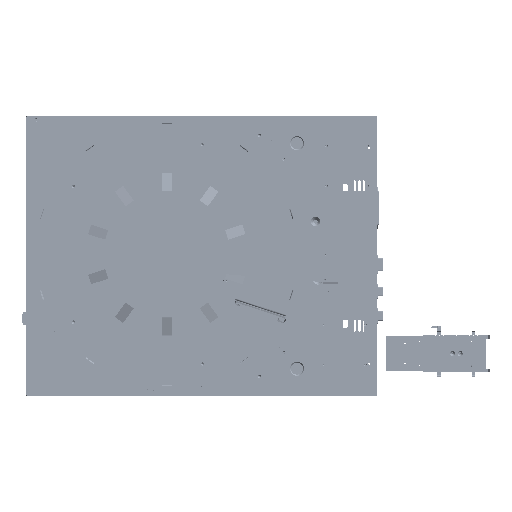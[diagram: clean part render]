
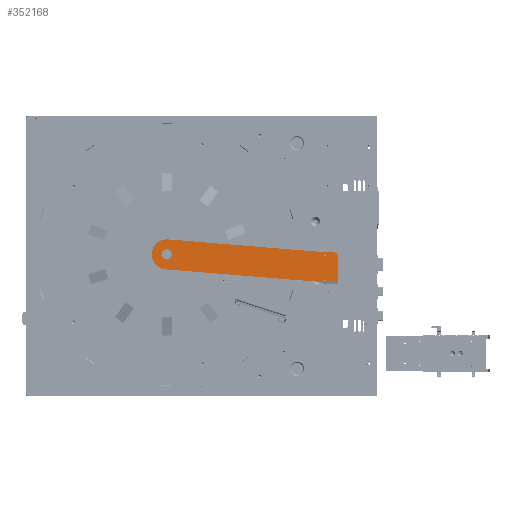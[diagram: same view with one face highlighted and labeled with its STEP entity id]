
A CAD part, top view. The second image highlights one B-rep face of the part: STEP entity #352168.
In plain terms, the highlighted planar face has unit normal (0, 0, 1).
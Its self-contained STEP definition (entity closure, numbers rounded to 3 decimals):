
#7040 = VERTEX_POINT ( 'NONE', #432066 ) ;
#11377 = EDGE_CURVE ( 'NONE', #258863, #206764, #92090, .T. ) ;
#11400 = CARTESIAN_POINT ( 'NONE',  ( -443.32, -63.355, 1137.3 ) ) ;
#16481 = PLANE ( 'NONE',  #225597 ) ;
#17951 = ORIENTED_EDGE ( 'NONE', *, *, #234055, .T. ) ;
#19095 = LINE ( 'NONE', #88808, #310906 ) ;
#22351 = DIRECTION ( 'NONE',  ( 0., 0., -1. ) ) ;
#69755 = VERTEX_POINT ( 'NONE', #219270 ) ;
#76166 = CARTESIAN_POINT ( 'NONE',  ( -433.32, -63.355, 1137.3 ) ) ;
#79634 = EDGE_CURVE ( 'NONE', #7040, #258863, #322768, .T. ) ;
#79870 = ORIENTED_EDGE ( 'NONE', *, *, #79634, .F. ) ;
#84600 = AXIS2_PLACEMENT_3D ( 'NONE', #76166, #209334, #310103 ) ;
#85597 = CIRCLE ( 'NONE', #372074, 10. ) ;
#88808 = CARTESIAN_POINT ( 'NONE',  ( -121.12, -118.855, 1137.3 ) ) ;
#90139 = CARTESIAN_POINT ( 'NONE',  ( -435.752, -93.256, 1137.3 ) ) ;
#90302 = CIRCLE ( 'NONE', #348855, 2.25 ) ;
#92090 = CIRCLE ( 'NONE', #280529, 10. ) ;
#92814 = CARTESIAN_POINT ( 'NONE',  ( -121.12, -58.855, 1137.3 ) ) ;
#103945 = EDGE_LOOP ( 'NONE', ( #376965 ) ) ;
#105517 = DIRECTION ( 'NONE',  ( 0., -1., 0. ) ) ;
#112701 = ORIENTED_EDGE ( 'NONE', *, *, #322636, .F. ) ;
#114689 = FACE_BOUND ( 'NONE', #221880, .T. ) ;
#117245 = DIRECTION ( 'NONE',  ( -1., 0., 0. ) ) ;
#120543 = CARTESIAN_POINT ( 'NONE',  ( -117.12, -64.355, 1137.3 ) ) ;
#124471 = ORIENTED_EDGE ( 'NONE', *, *, #305984, .T. ) ;
#128600 = CARTESIAN_POINT ( 'NONE',  ( -433.32, -63.355, 1137.3 ) ) ;
#139095 = ORIENTED_EDGE ( 'NONE', *, *, #237732, .F. ) ;
#146731 = CARTESIAN_POINT ( 'NONE',  ( -101.12, -68.855, 1137.3 ) ) ;
#149554 = DIRECTION ( 'NONE',  ( 0., 0., 1. ) ) ;
#155638 = LINE ( 'NONE', #90139, #303759 ) ;
#157907 = CARTESIAN_POINT ( 'NONE',  ( -91.12, -118.855, 1137.3 ) ) ;
#163355 = AXIS2_PLACEMENT_3D ( 'NONE', #263553, #292044, #397261 ) ;
#192473 = DIRECTION ( 'NONE',  ( -1., 0., 0. ) ) ;
#194305 = VERTEX_POINT ( 'NONE', #157907 ) ;
#194551 = CARTESIAN_POINT ( 'NONE',  ( -91.12, -68.855, 1137.3 ) ) ;
#197492 = DIRECTION ( 'NONE',  ( 0.997, -0.082, 0. ) ) ;
#204605 = VERTEX_POINT ( 'NONE', #274606 ) ;
#205231 = EDGE_CURVE ( 'NONE', #279785, #7040, #291657, .T. ) ;
#206764 = VERTEX_POINT ( 'NONE', #194551 ) ;
#209334 = DIRECTION ( 'NONE',  ( 0., 0., -1. ) ) ;
#219173 = VERTEX_POINT ( 'NONE', #383659 ) ;
#219270 = CARTESIAN_POINT ( 'NONE',  ( -121.12, -118.855, 1137.3 ) ) ;
#220721 = VERTEX_POINT ( 'NONE', #11400 ) ;
#221880 = EDGE_LOOP ( 'NONE', ( #124471 ) ) ;
#224759 = DIRECTION ( 'NONE',  ( -1., 0., 0. ) ) ;
#225597 = AXIS2_PLACEMENT_3D ( 'NONE', #381739, #149554, #418678 ) ;
#234055 = EDGE_CURVE ( 'NONE', #204605, #204605, #90302, .T. ) ;
#237732 = EDGE_CURVE ( 'NONE', #69755, #349301, #155638, .T. ) ;
#238693 = DIRECTION ( 'NONE',  ( 1., 0., 0. ) ) ;
#242832 = ORIENTED_EDGE ( 'NONE', *, *, #11377, .F. ) ;
#245584 = VECTOR ( 'NONE', #355776, 1000. ) ;
#251390 = EDGE_LOOP ( 'NONE', ( #17951 ) ) ;
#257137 = CARTESIAN_POINT ( 'NONE',  ( -101.12, -58.855, 1137.3 ) ) ;
#258863 = VERTEX_POINT ( 'NONE', #429155 ) ;
#263553 = CARTESIAN_POINT ( 'NONE',  ( -117.12, -114.355, 1137.3 ) ) ;
#274606 = CARTESIAN_POINT ( 'NONE',  ( -119.37, -64.355, 1137.3 ) ) ;
#279785 = VERTEX_POINT ( 'NONE', #339883 ) ;
#280529 = AXIS2_PLACEMENT_3D ( 'NONE', #146731, #308707, #238693 ) ;
#286215 = CARTESIAN_POINT ( 'NONE',  ( -435.752, -93.256, 1137.3 ) ) ;
#291657 = LINE ( 'NONE', #92814, #431309 ) ;
#292044 = DIRECTION ( 'NONE',  ( 0., 0., -1. ) ) ;
#303759 = VECTOR ( 'NONE', #418382, 1000. ) ;
#305984 = EDGE_CURVE ( 'NONE', #220721, #220721, #85597, .T. ) ;
#308707 = DIRECTION ( 'NONE',  ( 0., 0., -1. ) ) ;
#310103 = DIRECTION ( 'NONE',  ( 1., 0., 0. ) ) ;
#310906 = VECTOR ( 'NONE', #117245, 1000. ) ;
#311648 = VECTOR ( 'NONE', #105517, 1000. ) ;
#312952 = EDGE_CURVE ( 'NONE', #194305, #69755, #19095, .T. ) ;
#317912 = FACE_OUTER_BOUND ( 'NONE', #387827, .T. ) ;
#319007 = DIRECTION ( 'NONE',  ( 0., 0., -1. ) ) ;
#322191 = FACE_BOUND ( 'NONE', #251390, .T. ) ;
#322636 = EDGE_CURVE ( 'NONE', #349301, #279785, #419949, .T. ) ;
#322768 = LINE ( 'NONE', #257137, #245584 ) ;
#323184 = ORIENTED_EDGE ( 'NONE', *, *, #342223, .F. ) ;
#337150 = ORIENTED_EDGE ( 'NONE', *, *, #205231, .F. ) ;
#339883 = CARTESIAN_POINT ( 'NONE',  ( -430.868, -33.455, 1137.3 ) ) ;
#342223 = EDGE_CURVE ( 'NONE', #206764, #194305, #431477, .T. ) ;
#344961 = CIRCLE ( 'NONE', #163355, 2.25 ) ;
#348855 = AXIS2_PLACEMENT_3D ( 'NONE', #120543, #22351, #192473 ) ;
#349301 = VERTEX_POINT ( 'NONE', #286215 ) ;
#352168 = ADVANCED_FACE ( 'NONE', ( #388119, #317912, #322191, #114689 ), #16481, .T. ) ;
#355776 = DIRECTION ( 'NONE',  ( 1., 0., 0. ) ) ;
#372074 = AXIS2_PLACEMENT_3D ( 'NONE', #128600, #319007, #224759 ) ;
#376965 = ORIENTED_EDGE ( 'NONE', *, *, #381216, .T. ) ;
#381216 = EDGE_CURVE ( 'NONE', #219173, #219173, #344961, .T. ) ;
#381739 = CARTESIAN_POINT ( 'NONE',  ( -101.12, -68.855, 1137.3 ) ) ;
#383659 = CARTESIAN_POINT ( 'NONE',  ( -119.37, -114.355, 1137.3 ) ) ;
#387827 = EDGE_LOOP ( 'NONE', ( #411447, #323184, #242832, #79870, #337150, #112701, #139095 ) ) ;
#388119 = FACE_BOUND ( 'NONE', #103945, .T. ) ;
#397261 = DIRECTION ( 'NONE',  ( -1., 0., 0. ) ) ;
#398769 = CARTESIAN_POINT ( 'NONE',  ( -91.12, -118.855, 1137.3 ) ) ;
#411447 = ORIENTED_EDGE ( 'NONE', *, *, #312952, .F. ) ;
#418382 = DIRECTION ( 'NONE',  ( -0.997, 0.081, 0. ) ) ;
#418678 = DIRECTION ( 'NONE',  ( 1., 0., 0. ) ) ;
#419949 = CIRCLE ( 'NONE', #84600, 30. ) ;
#429155 = CARTESIAN_POINT ( 'NONE',  ( -101.12, -58.855, 1137.3 ) ) ;
#431309 = VECTOR ( 'NONE', #197492, 1000. ) ;
#431477 = LINE ( 'NONE', #398769, #311648 ) ;
#432066 = CARTESIAN_POINT ( 'NONE',  ( -121.12, -58.855, 1137.3 ) ) ;
